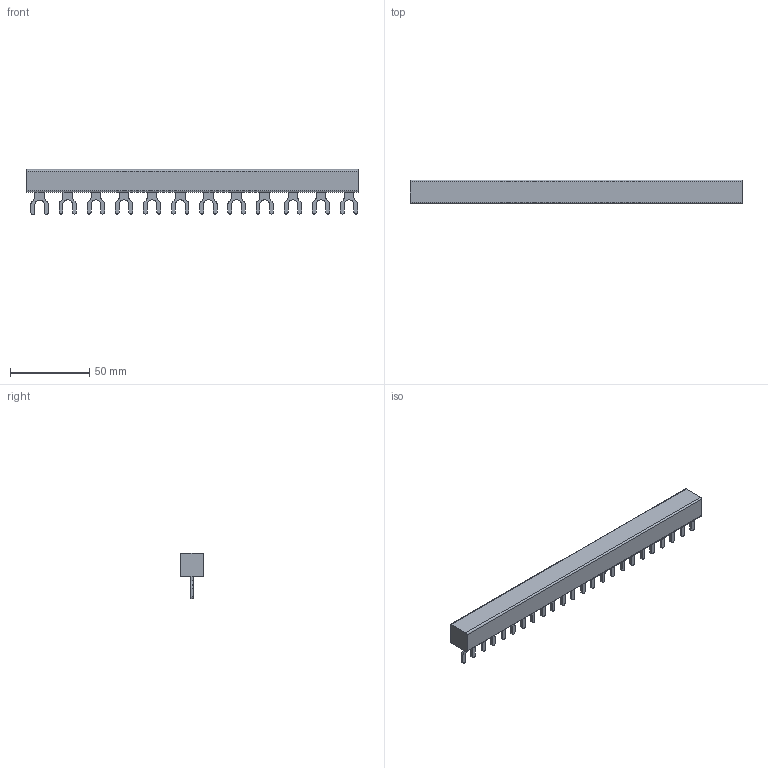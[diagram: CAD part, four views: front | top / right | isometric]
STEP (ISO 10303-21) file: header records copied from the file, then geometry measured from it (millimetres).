
FILE_DESCRIPTION(('CATIA V5 STEP Exchange','CAx-IF Rec.Pracs.--- Model Styling and Organization---1.4--- 2014-01-23'),'2;1');
FILE_NAME ('736051-1_0', '2024-02-23T07:31:41+00:00', ('none'), ('Weidmueller'), 'CATIA Version 5-6 Release 2016 SP3 HF44', 'CATIA V5 STEP AP214', 'none');
FILE_SCHEMA(('AUTOMOTIVE_DESIGN { 1 0 10303 214 1 1 1 1 }'));
Length unit declared in the file: millimetre
Products named in the file (1): 2658370000
Bounding box: 210 x 15 x 28.5 mm (x, y, z)
Volume: 46798.6 mm3; surface area: 15054.2 mm2
Topology: 1 solids, 1 shells, 214 faces, 600 edges, 400 vertices
Faces by surface type: plane 126, cylinder 88
Entity records: 6673 total; most frequent: ORIENTED_EDGE 1200, CARTESIAN_POINT 1193, DIRECTION 984, EDGE_CURVE 600, VECTOR 424, LINE 424, VERTEX_POINT 400, AXIS2_PLACEMENT_3D 369
